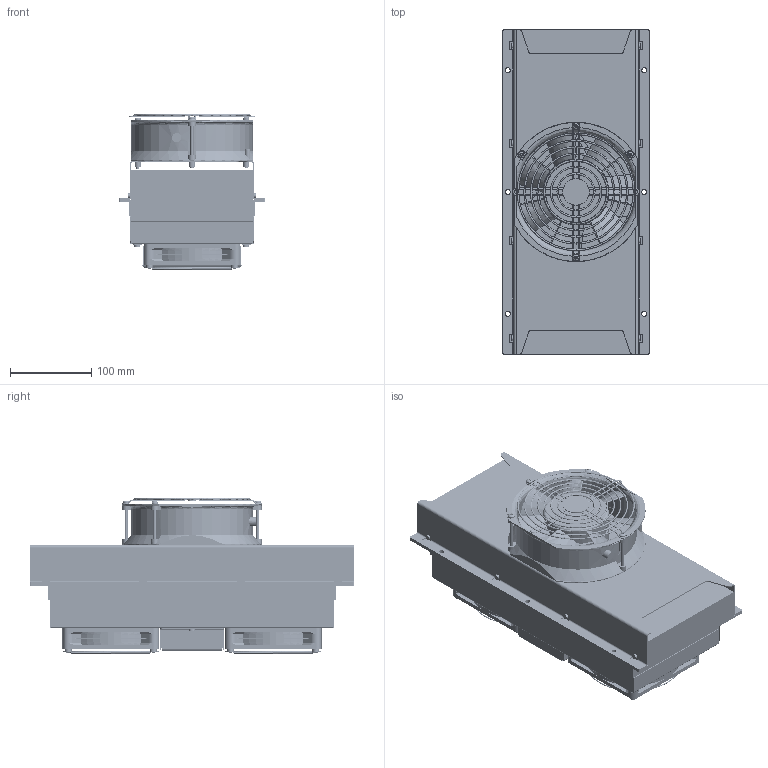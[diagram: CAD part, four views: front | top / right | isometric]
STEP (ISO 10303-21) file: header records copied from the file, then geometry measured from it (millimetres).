
FILE_DESCRIPTION (( 'STEP AP214' ), '1' );
FILE_NAME ('錨璃40.STEP', '2018-12-10T02:37:26', ( '' ), ( '' ), 'SwSTEP 2.0', 'SolidWorks 2016', '' );
FILE_SCHEMA (( 'AUTOMOTIVE_DESIGN' ));
Length unit declared in the file: millimetre
Products named in the file (1): 錨璃40
Bounding box: 180 x 400 x 191.27 mm (x, y, z)
Volume: 6159924.7 mm3; surface area: 1440970.7 mm2
Topology: 114 solids, 114 shells, 4472 faces, 11975 edges, 7875 vertices
Faces by surface type: plane 2468, cylinder 1401, bspline 385, cone 194, torus 24
Entity records: 159240 total; most frequent: CARTESIAN_POINT 47436, ORIENTED_EDGE 23918, DIRECTION 21901, EDGE_CURVE 11959, VERTEX_POINT 7875, AXIS2_PLACEMENT_3D 7599, LINE 6703, VECTOR 6703
